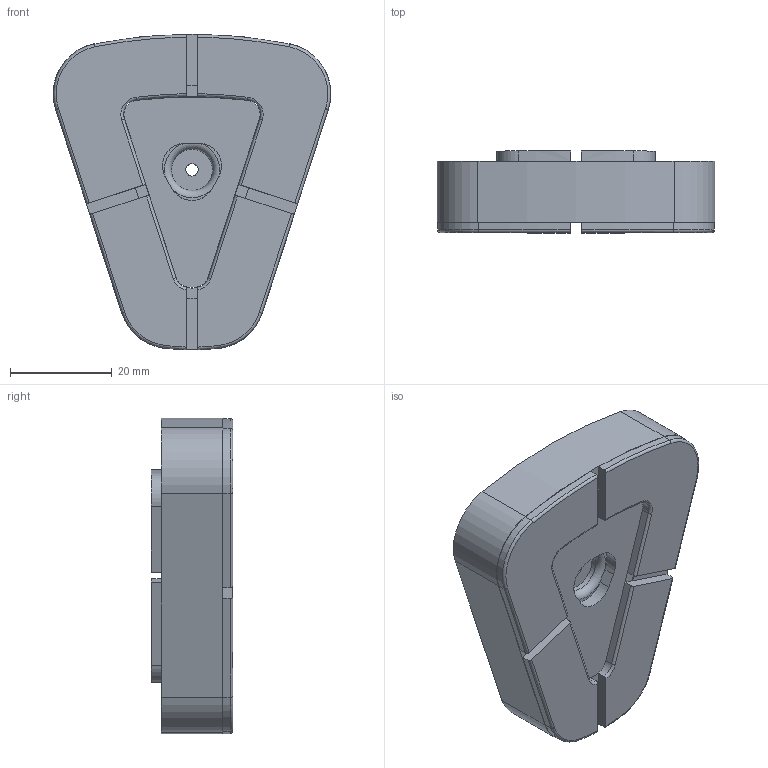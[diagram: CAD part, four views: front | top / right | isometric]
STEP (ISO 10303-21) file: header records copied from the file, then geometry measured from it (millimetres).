
FILE_DESCRIPTION(/* description */ (''),/* implementation_level */ '2;1');
FILE_NAME(/* name */ 'CoilRing.stp',/* time_stamp */ '2022-07-31T15:27:17-04:00',/* author */ ('AutoSteps'),/* organization */ (''),/* preprocessor_version */ 'ST-DEVELOPER v18.1',/* originating_system */ 'Autodesk Inventor 2022',/* authorisation */ '');
FILE_SCHEMA (('AUTOMOTIVE_DESIGN { 1 0 10303 214 3 1 1 }'));
Length unit declared in the file: millimetre
Products named in the file (1): CoilRing
Bounding box: 54.49 x 16 x 61.97 mm (x, y, z)
Volume: 33202.6 mm3; surface area: 16946.5 mm2
Topology: 3 solids, 3 shells, 137 faces, 378 edges, 246 vertices
Faces by surface type: plane 61, cylinder 55, torus 21
Full cylindrical faces by diameter (mm): 2.4 x1, 8.08 x1
Entity records: 4727 total; most frequent: CARTESIAN_POINT 930, DIRECTION 791, ORIENTED_EDGE 756, EDGE_CURVE 378, AXIS2_PLACEMENT_3D 298, VERTEX_POINT 246, LINE 195, VECTOR 195
